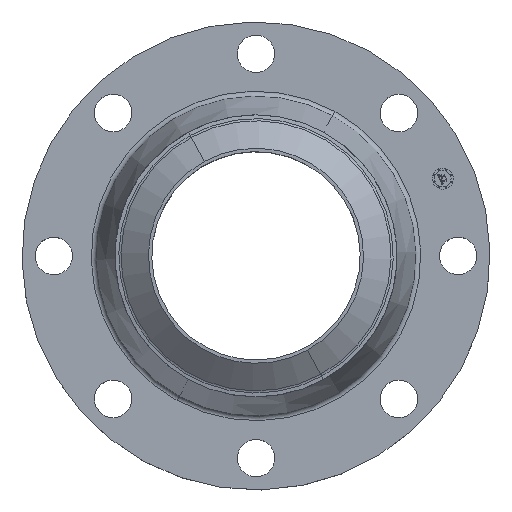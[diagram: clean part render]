
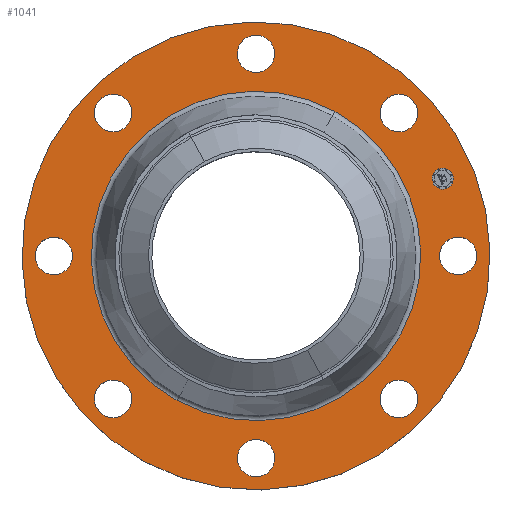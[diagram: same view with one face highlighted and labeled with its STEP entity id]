
A CAD part, top view. The second image highlights one B-rep face of the part: STEP entity #1041.
In plain terms, the highlighted planar face has unit normal (0, 0, 1).
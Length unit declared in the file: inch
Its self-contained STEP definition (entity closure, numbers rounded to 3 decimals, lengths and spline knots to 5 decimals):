
#65=AXIS2_PLACEMENT_3D('Circle Axis2P3D',#63,#64,$) ;
#82=AXIS2_PLACEMENT_3D('Circle Axis2P3D',#80,#81,$) ;
#115=AXIS2_PLACEMENT_3D('Circle Axis2P3D',#113,#114,$) ;
#139=AXIS2_PLACEMENT_3D('Circle Axis2P3D',#137,#138,$) ;
#156=AXIS2_PLACEMENT_3D('Circle Axis2P3D',#154,#155,$) ;
#191=AXIS2_PLACEMENT_3D('Circle Axis2P3D',#189,#190,$) ;
#698=AXIS2_PLACEMENT_3D('Circle Axis2P3D',#696,#697,$) ;
#710=AXIS2_PLACEMENT_3D('Circle Axis2P3D',#708,#709,$) ;
#741=AXIS2_PLACEMENT_3D('Circle Axis2P3D',#739,#740,$) ;
#753=AXIS2_PLACEMENT_3D('Circle Axis2P3D',#751,#752,$) ;
#784=AXIS2_PLACEMENT_3D('Circle Axis2P3D',#782,#783,$) ;
#796=AXIS2_PLACEMENT_3D('Circle Axis2P3D',#794,#795,$) ;
#827=AXIS2_PLACEMENT_3D('Circle Axis2P3D',#825,#826,$) ;
#839=AXIS2_PLACEMENT_3D('Circle Axis2P3D',#837,#838,$) ;
#870=AXIS2_PLACEMENT_3D('Circle Axis2P3D',#868,#869,$) ;
#882=AXIS2_PLACEMENT_3D('Circle Axis2P3D',#880,#881,$) ;
#913=AXIS2_PLACEMENT_3D('Circle Axis2P3D',#911,#912,$) ;
#925=AXIS2_PLACEMENT_3D('Circle Axis2P3D',#923,#924,$) ;
#956=AXIS2_PLACEMENT_3D('Circle Axis2P3D',#954,#955,$) ;
#968=AXIS2_PLACEMENT_3D('Circle Axis2P3D',#966,#967,$) ;
#981=AXIS2_PLACEMENT_3D('Plane Axis2P3D',#978,#979,#980) ;
#1025=AXIS2_PLACEMENT_3D('Circle Axis2P3D',#1023,#1024,$) ;
#1034=AXIS2_PLACEMENT_3D('Circle Axis2P3D',#1032,#1033,$) ;
#46=CARTESIAN_POINT('Vertex',(4.36386,0.21095,0.94)) ;
#60=CARTESIAN_POINT('Vertex',(5.13614,-0.21095,0.94)) ;
#63=CARTESIAN_POINT('Axis2P3D Location',(4.75,0.,0.94)) ;
#80=CARTESIAN_POINT('Axis2P3D Location',(4.75,0.,0.94)) ;
#110=CARTESIAN_POINT('Vertex',(-2.63684,-4.8267,0.94)) ;
#113=CARTESIAN_POINT('Axis2P3D Location',(0.,0.,0.94)) ;
#117=CARTESIAN_POINT('Vertex',(2.63684,4.8267,0.94)) ;
#137=CARTESIAN_POINT('Axis2P3D Location',(0.,0.,0.94)) ;
#154=CARTESIAN_POINT('Axis2P3D Location',(0.,0.,0.94)) ;
#158=CARTESIAN_POINT('Vertex',(1.85627,3.39789,0.94)) ;
#160=CARTESIAN_POINT('Vertex',(-1.85627,-3.39789,0.94)) ;
#189=CARTESIAN_POINT('Axis2P3D Location',(0.,0.,0.94)) ;
#686=CARTESIAN_POINT('Vertex',(-3.23488,2.93656,0.94)) ;
#693=CARTESIAN_POINT('Vertex',(-3.48263,3.78096,0.94)) ;
#696=CARTESIAN_POINT('Axis2P3D Location',(-3.35876,3.35876,0.94)) ;
#708=CARTESIAN_POINT('Axis2P3D Location',(-3.35876,3.35876,0.94)) ;
#729=CARTESIAN_POINT('Vertex',(0.21095,-4.36386,0.94)) ;
#736=CARTESIAN_POINT('Vertex',(-0.21095,-5.13614,0.94)) ;
#739=CARTESIAN_POINT('Axis2P3D Location',(0.,-4.75,0.94)) ;
#751=CARTESIAN_POINT('Axis2P3D Location',(0.,-4.75,0.94)) ;
#772=CARTESIAN_POINT('Vertex',(-0.21095,4.36386,0.94)) ;
#779=CARTESIAN_POINT('Vertex',(0.21095,5.13614,0.94)) ;
#782=CARTESIAN_POINT('Axis2P3D Location',(0.,4.75,0.94)) ;
#794=CARTESIAN_POINT('Axis2P3D Location',(0.,4.75,0.94)) ;
#815=CARTESIAN_POINT('Vertex',(-2.93656,-3.23488,0.94)) ;
#822=CARTESIAN_POINT('Vertex',(-3.78096,-3.48263,0.94)) ;
#825=CARTESIAN_POINT('Axis2P3D Location',(-3.35876,-3.35876,0.94)) ;
#837=CARTESIAN_POINT('Axis2P3D Location',(-3.35876,-3.35876,0.94)) ;
#858=CARTESIAN_POINT('Vertex',(2.93656,3.23488,0.94)) ;
#865=CARTESIAN_POINT('Vertex',(3.78096,3.48263,0.94)) ;
#868=CARTESIAN_POINT('Axis2P3D Location',(3.35876,3.35876,0.94)) ;
#880=CARTESIAN_POINT('Axis2P3D Location',(3.35876,3.35876,0.94)) ;
#901=CARTESIAN_POINT('Vertex',(-4.36386,-0.21095,0.94)) ;
#908=CARTESIAN_POINT('Vertex',(-5.13614,0.21095,0.94)) ;
#911=CARTESIAN_POINT('Axis2P3D Location',(-4.75,0.,0.94)) ;
#923=CARTESIAN_POINT('Axis2P3D Location',(-4.75,0.,0.94)) ;
#944=CARTESIAN_POINT('Vertex',(3.23488,-2.93656,0.94)) ;
#951=CARTESIAN_POINT('Vertex',(3.48263,-3.78096,0.94)) ;
#954=CARTESIAN_POINT('Axis2P3D Location',(3.35876,-3.35876,0.94)) ;
#966=CARTESIAN_POINT('Axis2P3D Location',(3.35876,-3.35876,0.94)) ;
#978=CARTESIAN_POINT('Axis2P3D Location',(0.,5.5,0.94)) ;
#1023=CARTESIAN_POINT('Axis2P3D Location',(4.38843,1.81775,0.94)) ;
#1027=CARTESIAN_POINT('Vertex',(4.29371,2.04641,0.94)) ;
#1029=CARTESIAN_POINT('Vertex',(4.48314,1.58909,0.94)) ;
#1032=CARTESIAN_POINT('Axis2P3D Location',(4.38843,1.81775,0.94)) ;
#64=DIRECTION('Axis2P3D Direction',(0.,-0.,-0.039)) ;
#81=DIRECTION('Axis2P3D Direction',(0.,-0.,-0.039)) ;
#114=DIRECTION('Axis2P3D Direction',(0.,0.,-0.039)) ;
#138=DIRECTION('Axis2P3D Direction',(0.,0.,-0.039)) ;
#155=DIRECTION('Axis2P3D Direction',(0.,0.,-0.039)) ;
#190=DIRECTION('Axis2P3D Direction',(0.,0.,-0.039)) ;
#697=DIRECTION('Axis2P3D Direction',(0.,0.,-0.039)) ;
#709=DIRECTION('Axis2P3D Direction',(0.,0.,-0.039)) ;
#740=DIRECTION('Axis2P3D Direction',(0.,-0.,-0.039)) ;
#752=DIRECTION('Axis2P3D Direction',(0.,-0.,-0.039)) ;
#783=DIRECTION('Axis2P3D Direction',(0.,0.,-0.039)) ;
#795=DIRECTION('Axis2P3D Direction',(0.,0.,-0.039)) ;
#826=DIRECTION('Axis2P3D Direction',(-0.,0.,-0.039)) ;
#838=DIRECTION('Axis2P3D Direction',(-0.,0.,-0.039)) ;
#869=DIRECTION('Axis2P3D Direction',(0.,0.,-0.039)) ;
#881=DIRECTION('Axis2P3D Direction',(0.,0.,-0.039)) ;
#912=DIRECTION('Axis2P3D Direction',(-0.,0.,-0.039)) ;
#924=DIRECTION('Axis2P3D Direction',(-0.,0.,-0.039)) ;
#955=DIRECTION('Axis2P3D Direction',(0.,-0.,-0.039)) ;
#967=DIRECTION('Axis2P3D Direction',(0.,-0.,-0.039)) ;
#979=DIRECTION('Axis2P3D Direction',(0.,0.,-0.039)) ;
#980=DIRECTION('Axis2P3D XDirection',(0.039,0.,0.)) ;
#1024=DIRECTION('Axis2P3D Direction',(0.,0.,-0.039)) ;
#1033=DIRECTION('Axis2P3D Direction',(0.,0.,-0.039)) ;
#984=ORIENTED_EDGE('',*,*,#141,.F.) ;
#985=ORIENTED_EDGE('',*,*,#119,.F.) ;
#988=ORIENTED_EDGE('',*,*,#67,.T.) ;
#989=ORIENTED_EDGE('',*,*,#84,.T.) ;
#992=ORIENTED_EDGE('',*,*,#193,.T.) ;
#993=ORIENTED_EDGE('',*,*,#162,.T.) ;
#996=ORIENTED_EDGE('',*,*,#970,.T.) ;
#997=ORIENTED_EDGE('',*,*,#958,.T.) ;
#1000=ORIENTED_EDGE('',*,*,#755,.T.) ;
#1001=ORIENTED_EDGE('',*,*,#743,.T.) ;
#1004=ORIENTED_EDGE('',*,*,#841,.T.) ;
#1005=ORIENTED_EDGE('',*,*,#829,.T.) ;
#1008=ORIENTED_EDGE('',*,*,#927,.T.) ;
#1009=ORIENTED_EDGE('',*,*,#915,.T.) ;
#1012=ORIENTED_EDGE('',*,*,#712,.T.) ;
#1013=ORIENTED_EDGE('',*,*,#700,.T.) ;
#1016=ORIENTED_EDGE('',*,*,#798,.T.) ;
#1017=ORIENTED_EDGE('',*,*,#786,.T.) ;
#1020=ORIENTED_EDGE('',*,*,#884,.T.) ;
#1021=ORIENTED_EDGE('',*,*,#872,.T.) ;
#1038=ORIENTED_EDGE('',*,*,#1031,.T.) ;
#1039=ORIENTED_EDGE('',*,*,#1036,.T.) ;
#990=FACE_BOUND('',#987,.T.) ;
#994=FACE_BOUND('',#991,.T.) ;
#998=FACE_BOUND('',#995,.T.) ;
#1002=FACE_BOUND('',#999,.T.) ;
#1006=FACE_BOUND('',#1003,.T.) ;
#1010=FACE_BOUND('',#1007,.T.) ;
#1014=FACE_BOUND('',#1011,.T.) ;
#1018=FACE_BOUND('',#1015,.T.) ;
#1022=FACE_BOUND('',#1019,.T.) ;
#1040=FACE_BOUND('',#1037,.T.) ;
#1041=ADVANCED_FACE('PartBody',(#986,#990,#994,#998,#1002,#1006,#1010,#1014,#1018,#1022,#1040),#982,.F.) ;
#66=CIRCLE('generated circle',#65,0.44) ;
#83=CIRCLE('generated circle',#82,0.44) ;
#116=CIRCLE('generated circle',#115,5.5) ;
#140=CIRCLE('generated circle',#139,5.5) ;
#157=CIRCLE('generated circle',#156,3.87187) ;
#192=CIRCLE('generated circle',#191,3.87187) ;
#699=CIRCLE('generated circle',#698,0.44) ;
#711=CIRCLE('generated circle',#710,0.44) ;
#742=CIRCLE('generated circle',#741,0.44) ;
#754=CIRCLE('generated circle',#753,0.44) ;
#785=CIRCLE('generated circle',#784,0.44) ;
#797=CIRCLE('generated circle',#796,0.44) ;
#828=CIRCLE('generated circle',#827,0.44) ;
#840=CIRCLE('generated circle',#839,0.44) ;
#871=CIRCLE('generated circle',#870,0.44) ;
#883=CIRCLE('generated circle',#882,0.44) ;
#914=CIRCLE('generated circle',#913,0.44) ;
#926=CIRCLE('generated circle',#925,0.44) ;
#957=CIRCLE('generated circle',#956,0.44) ;
#969=CIRCLE('generated circle',#968,0.44) ;
#1026=CIRCLE('generated circle',#1025,0.2475) ;
#1035=CIRCLE('generated circle',#1034,0.2475) ;
#67=EDGE_CURVE('',#47,#61,#66,.T.) ;
#84=EDGE_CURVE('',#61,#47,#83,.T.) ;
#119=EDGE_CURVE('',#111,#118,#116,.T.) ;
#141=EDGE_CURVE('',#118,#111,#140,.T.) ;
#162=EDGE_CURVE('',#159,#161,#157,.T.) ;
#193=EDGE_CURVE('',#161,#159,#192,.T.) ;
#700=EDGE_CURVE('',#687,#694,#699,.T.) ;
#712=EDGE_CURVE('',#694,#687,#711,.T.) ;
#743=EDGE_CURVE('',#730,#737,#742,.T.) ;
#755=EDGE_CURVE('',#737,#730,#754,.T.) ;
#786=EDGE_CURVE('',#773,#780,#785,.T.) ;
#798=EDGE_CURVE('',#780,#773,#797,.T.) ;
#829=EDGE_CURVE('',#816,#823,#828,.T.) ;
#841=EDGE_CURVE('',#823,#816,#840,.T.) ;
#872=EDGE_CURVE('',#859,#866,#871,.T.) ;
#884=EDGE_CURVE('',#866,#859,#883,.T.) ;
#915=EDGE_CURVE('',#902,#909,#914,.T.) ;
#927=EDGE_CURVE('',#909,#902,#926,.T.) ;
#958=EDGE_CURVE('',#945,#952,#957,.T.) ;
#970=EDGE_CURVE('',#952,#945,#969,.T.) ;
#1031=EDGE_CURVE('',#1028,#1030,#1026,.T.) ;
#1036=EDGE_CURVE('',#1030,#1028,#1035,.T.) ;
#983=EDGE_LOOP('',(#984,#985)) ;
#987=EDGE_LOOP('',(#988,#989)) ;
#991=EDGE_LOOP('',(#992,#993)) ;
#995=EDGE_LOOP('',(#996,#997)) ;
#999=EDGE_LOOP('',(#1000,#1001)) ;
#1003=EDGE_LOOP('',(#1004,#1005)) ;
#1007=EDGE_LOOP('',(#1008,#1009)) ;
#1011=EDGE_LOOP('',(#1012,#1013)) ;
#1015=EDGE_LOOP('',(#1016,#1017)) ;
#1019=EDGE_LOOP('',(#1020,#1021)) ;
#1037=EDGE_LOOP('',(#1038,#1039)) ;
#986=FACE_OUTER_BOUND('',#983,.T.) ;
#982=PLANE('',#981) ;
#47=VERTEX_POINT('',#46) ;
#61=VERTEX_POINT('',#60) ;
#111=VERTEX_POINT('',#110) ;
#118=VERTEX_POINT('',#117) ;
#159=VERTEX_POINT('',#158) ;
#161=VERTEX_POINT('',#160) ;
#687=VERTEX_POINT('',#686) ;
#694=VERTEX_POINT('',#693) ;
#730=VERTEX_POINT('',#729) ;
#737=VERTEX_POINT('',#736) ;
#773=VERTEX_POINT('',#772) ;
#780=VERTEX_POINT('',#779) ;
#816=VERTEX_POINT('',#815) ;
#823=VERTEX_POINT('',#822) ;
#859=VERTEX_POINT('',#858) ;
#866=VERTEX_POINT('',#865) ;
#902=VERTEX_POINT('',#901) ;
#909=VERTEX_POINT('',#908) ;
#945=VERTEX_POINT('',#944) ;
#952=VERTEX_POINT('',#951) ;
#1028=VERTEX_POINT('',#1027) ;
#1030=VERTEX_POINT('',#1029) ;
